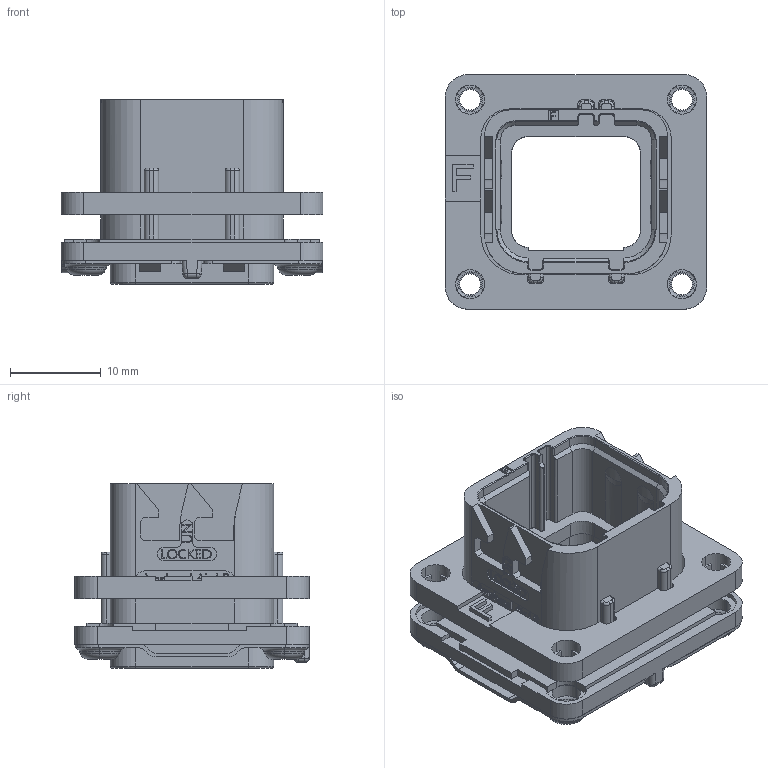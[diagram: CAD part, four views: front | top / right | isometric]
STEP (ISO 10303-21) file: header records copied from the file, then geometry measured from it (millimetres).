
FILE_DESCRIPTION((''),'2;1');
FILE_NAME('SIM2B25F121','2019-10-24T',('presta_be4'),(''),'CREO PARAMETRIC BY PTC INC, 2018360','CREO PARAMETRIC BY PTC INC, 2018360','');
FILE_SCHEMA(('CONFIG_CONTROL_DESIGN'));
Length unit declared in the file: millimetre
Products named in the file (1): SIM2B25F121
Bounding box: 28.8 x 25.8 x 20.33 mm (x, y, z)
Volume: 4221.6 mm3; surface area: 5859.5 mm2
Topology: 2 solids, 2 shells, 1551 faces, 4303 edges, 2810 vertices
Faces by surface type: plane 691, extrusion 514, cylinder 238, torus 60, cone 24, sphere 20, bspline 4
Entity records: 51486 total; most frequent: CARTESIAN_POINT 13417, ORIENTED_EDGE 8590, DIRECTION 6383, EDGE_CURVE 4295, VECTOR 3069, VERTEX_POINT 2810, LINE 2555, AXIS2_PLACEMENT_3D 1657
